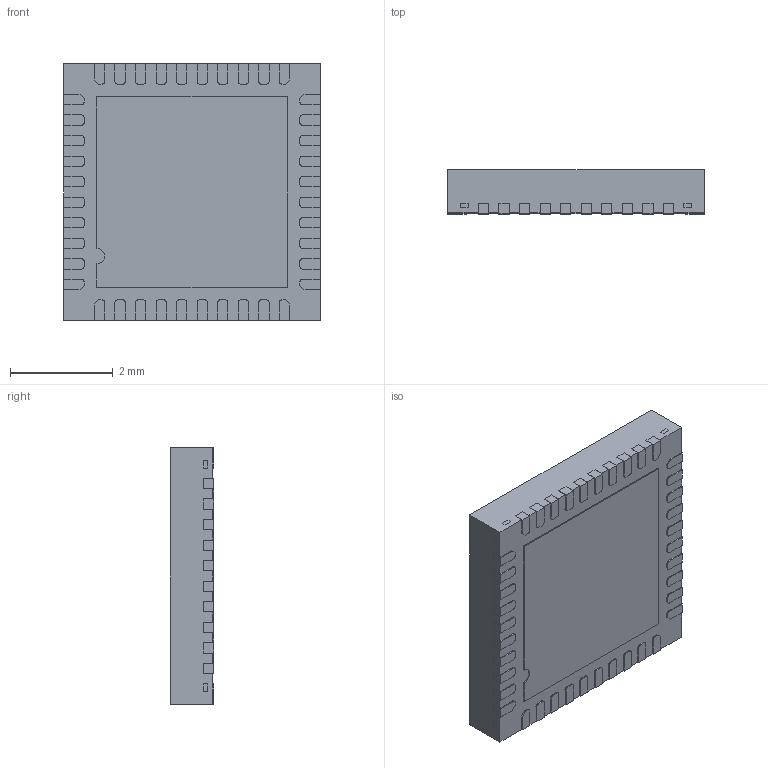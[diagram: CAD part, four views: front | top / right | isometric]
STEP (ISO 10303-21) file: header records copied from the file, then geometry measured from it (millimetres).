
FILE_DESCRIPTION (( 'STEP AP214' ), '1' );
FILE_NAME ('RTL8211FD-CG.STEP', '2024-05-14T05:32:18', ( '' ), ( '' ), 'SwSTEP 2.0', 'SolidWorks 2020', '' );
FILE_SCHEMA (( 'AUTOMOTIVE_DESIGN' ));
Length unit declared in the file: millimetre
Products named in the file (1): RTL8211FD-CG
Bounding box: 5 x 0.85 x 5 mm (x, y, z)
Volume: 21.1 mm3; surface area: 123.2 mm2
Topology: 51 solids, 51 shells, 660 faces, 1668 edges, 1112 vertices
Faces by surface type: plane 510, cylinder 150
Entity records: 20192 total; most frequent: CARTESIAN_POINT 3441, ORIENTED_EDGE 3336, DIRECTION 3290, EDGE_CURVE 1668, LINE 1368, VECTOR 1368, VERTEX_POINT 1112, AXIS2_PLACEMENT_3D 961
